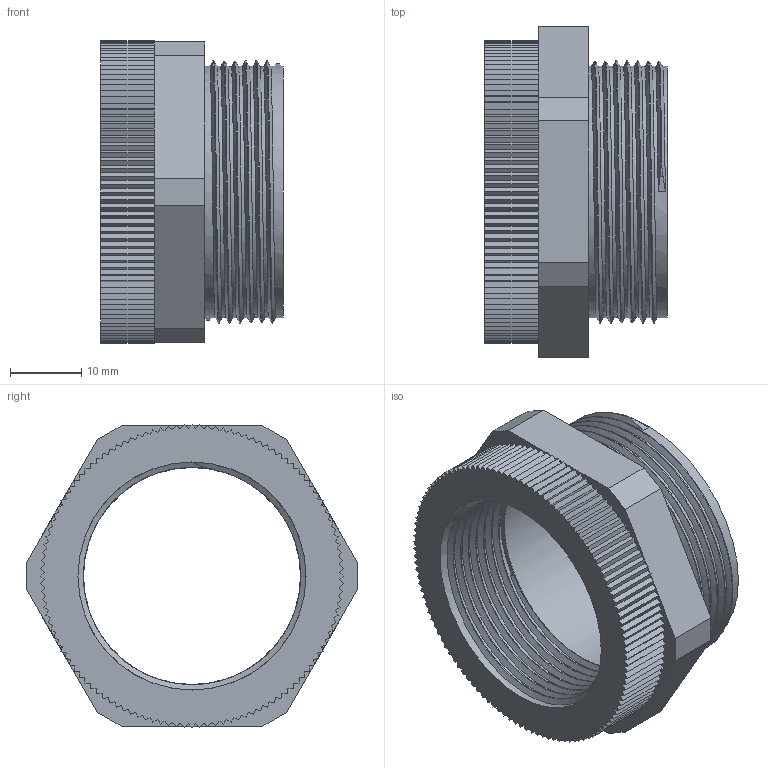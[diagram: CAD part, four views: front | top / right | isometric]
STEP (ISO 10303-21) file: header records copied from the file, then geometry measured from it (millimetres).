
FILE_DESCRIPTION(/* description */ ('Adapter Sechskant PG 29/M32x1,5'),/* implementation_level */ '2;1');
FILE_NAME(/* name */ '11072932-RST.stp',/* time_stamp */ '2020-05-11T08:26:55+02:00',/* author */ ('sl'),/* organization */ (''),/* preprocessor_version */ 'ST-DEVELOPER v16.5',/* originating_system */ 'Autodesk Inventor 2017',/* authorisation */ '');
FILE_SCHEMA (('AUTOMOTIVE_DESIGN { 1 0 10303 214 3 1 1 }'));
Length unit declared in the file: millimetre
Products named in the file (1): 11072932
Bounding box: 25.5 x 46.29 x 42.37 mm (x, y, z)
Volume: 12851.7 mm3; surface area: 8906.4 mm2
Topology: 1 solids, 1 shells, 346 faces, 964 edges, 622 vertices
Faces by surface type: plane 320, cylinder 22, bspline 4
Full cylindrical faces by diameter (mm): 30.37 x1, 31.912 x7, 35.178 x7
Entity records: 12939 total; most frequent: CARTESIAN_POINT 4519, ORIENTED_EDGE 1834, DIRECTION 1560, EDGE_CURVE 917, LINE 888, VECTOR 888, VERTEX_POINT 592, EDGE_LOOP 339
